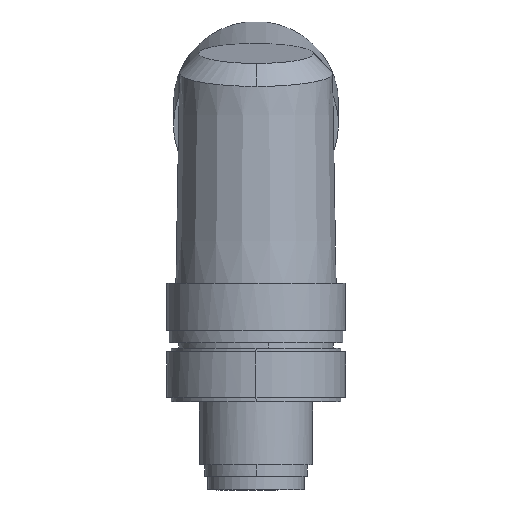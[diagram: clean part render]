
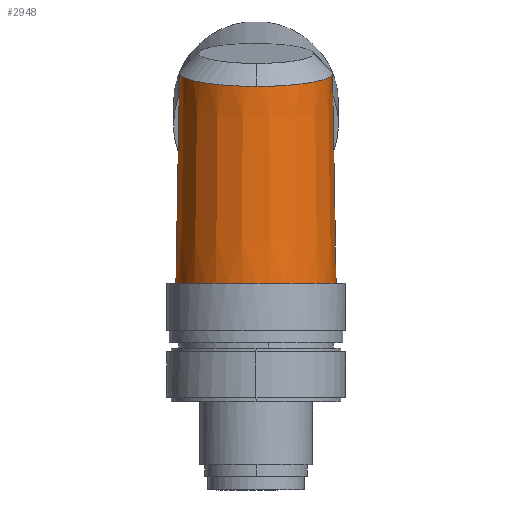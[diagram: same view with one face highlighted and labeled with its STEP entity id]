
A CAD part, front view. The second image highlights one B-rep face of the part: STEP entity #2948.
In plain terms, the highlighted conical face has half-angle 1 degrees and reference radius 8.625 mm.
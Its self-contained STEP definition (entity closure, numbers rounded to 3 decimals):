
#2593=AXIS2_PLACEMENT_3D('Circle Axis2P3D',#2591,#2592,$) ;
#2873=AXIS2_PLACEMENT_3D('Cone Axis2P3D',#2870,#2871,#2872) ;
#2586=CARTESIAN_POINT('Vertex',(1.002,9.5,21.95)) ;
#2588=CARTESIAN_POINT('Vertex',(17.998,9.5,21.95)) ;
#2591=CARTESIAN_POINT('Axis2P3D Location',(9.5,9.5,21.95)) ;
#2606=CARTESIAN_POINT('Line Origine',(8740.016,9.5,-499662.101)) ;
#2610=CARTESIAN_POINT('Vertex',(17.61,9.5,44.206)) ;
#2613=CARTESIAN_POINT('Line Origine',(-8721.016,9.5,-499662.101)) ;
#2617=CARTESIAN_POINT('Vertex',(1.391,9.5,44.245)) ;
#2870=CARTESIAN_POINT('Axis2P3D Location',(9.5,9.5,14.678)) ;
#2876=CARTESIAN_POINT('Control Point',(17.61,9.5,44.206)) ;
#2877=CARTESIAN_POINT('Control Point',(17.612,8.746,44.074)) ;
#2878=CARTESIAN_POINT('Control Point',(17.508,7.991,43.943)) ;
#2879=CARTESIAN_POINT('Control Point',(17.303,7.264,43.817)) ;
#2880=CARTESIAN_POINT('Vertex',(17.303,7.264,43.817)) ;
#2884=CARTESIAN_POINT('Control Point',(17.303,7.264,43.817)) ;
#2885=CARTESIAN_POINT('Control Point',(17.02,6.266,43.645)) ;
#2886=CARTESIAN_POINT('Control Point',(16.543,5.322,43.484)) ;
#2887=CARTESIAN_POINT('Control Point',(15.905,4.502,43.345)) ;
#2888=CARTESIAN_POINT('Vertex',(15.905,4.502,43.345)) ;
#2892=CARTESIAN_POINT('Control Point',(15.905,4.502,43.345)) ;
#2893=CARTESIAN_POINT('Control Point',(15.565,4.064,43.271)) ;
#2894=CARTESIAN_POINT('Control Point',(15.188,3.655,43.203)) ;
#2895=CARTESIAN_POINT('Control Point',(14.776,3.279,43.14)) ;
#2896=CARTESIAN_POINT('Control Point',(13.894,2.603,43.027)) ;
#2897=CARTESIAN_POINT('Control Point',(12.909,2.086,42.942)) ;
#2898=CARTESIAN_POINT('Control Point',(12.391,1.868,42.906)) ;
#2899=CARTESIAN_POINT('Control Point',(11.531,1.591,42.862)) ;
#2900=CARTESIAN_POINT('Control Point',(10.644,1.436,42.838)) ;
#2901=CARTESIAN_POINT('Control Point',(10.299,1.394,42.831)) ;
#2902=CARTESIAN_POINT('Control Point',(9.952,1.371,42.828)) ;
#2903=CARTESIAN_POINT('Control Point',(9.605,1.367,42.828)) ;
#2904=CARTESIAN_POINT('Vertex',(9.605,1.367,42.828)) ;
#2908=CARTESIAN_POINT('Control Point',(3.589,3.923,43.275)) ;
#2909=CARTESIAN_POINT('Control Point',(3.969,3.519,43.205)) ;
#2910=CARTESIAN_POINT('Control Point',(4.383,3.148,43.141)) ;
#2911=CARTESIAN_POINT('Control Point',(4.828,2.812,43.083)) ;
#2912=CARTESIAN_POINT('Control Point',(5.77,2.222,42.981)) ;
#2913=CARTESIAN_POINT('Control Point',(6.798,1.8,42.908)) ;
#2914=CARTESIAN_POINT('Control Point',(7.333,1.632,42.878)) ;
#2915=CARTESIAN_POINT('Control Point',(8.107,1.46,42.847)) ;
#2916=CARTESIAN_POINT('Control Point',(8.894,1.384,42.833)) ;
#2917=CARTESIAN_POINT('Control Point',(9.131,1.369,42.83)) ;
#2918=CARTESIAN_POINT('Control Point',(9.368,1.364,42.828)) ;
#2919=CARTESIAN_POINT('Control Point',(9.605,1.367,42.828)) ;
#2920=CARTESIAN_POINT('Vertex',(3.589,3.923,43.275)) ;
#2924=CARTESIAN_POINT('Control Point',(1.894,6.663,43.75)) ;
#2925=CARTESIAN_POINT('Control Point',(2.269,5.65,43.573)) ;
#2926=CARTESIAN_POINT('Control Point',(2.849,4.712,43.411)) ;
#2927=CARTESIAN_POINT('Control Point',(3.589,3.923,43.275)) ;
#2928=CARTESIAN_POINT('Vertex',(1.894,6.663,43.75)) ;
#2932=CARTESIAN_POINT('Control Point',(1.391,9.5,44.245)) ;
#2933=CARTESIAN_POINT('Control Point',(1.388,8.535,44.076)) ;
#2934=CARTESIAN_POINT('Control Point',(1.559,7.569,43.907)) ;
#2935=CARTESIAN_POINT('Control Point',(1.894,6.663,43.75)) ;
#2592=DIRECTION('Axis2P3D Direction',(0.,0.,-1.)) ;
#2607=DIRECTION('Vector Direction',(0.017,0.,-1.)) ;
#2614=DIRECTION('Vector Direction',(-0.017,0.,-1.)) ;
#2871=DIRECTION('Axis2P3D Direction',(0.,0.,-1.)) ;
#2872=DIRECTION('Axis2P3D XDirection',(1.,0.,0.)) ;
#2608=VECTOR('Line Direction',#2607,1.) ;
#2615=VECTOR('Line Direction',#2614,1.) ;
#2938=ORIENTED_EDGE('',*,*,#2612,.T.) ;
#2939=ORIENTED_EDGE('',*,*,#2882,.F.) ;
#2940=ORIENTED_EDGE('',*,*,#2890,.F.) ;
#2941=ORIENTED_EDGE('',*,*,#2906,.F.) ;
#2942=ORIENTED_EDGE('',*,*,#2922,.F.) ;
#2943=ORIENTED_EDGE('',*,*,#2930,.F.) ;
#2944=ORIENTED_EDGE('',*,*,#2936,.F.) ;
#2945=ORIENTED_EDGE('',*,*,#2619,.F.) ;
#2946=ORIENTED_EDGE('',*,*,#2595,.F.) ;
#2948=ADVANCED_FACE('Volumenk\X2\00F6\X0\rper2',(#2947),#2874,.T.) ;
#2875=B_SPLINE_CURVE_WITH_KNOTS('',3,(#2876,#2877,#2878,#2879),.UNSPECIFIED.,.F.,.U.,(4,4),(0.,28.007),.UNSPECIFIED.) ;
#2883=B_SPLINE_CURVE_WITH_KNOTS('',3,(#2884,#2885,#2886,#2887),.UNSPECIFIED.,.F.,.U.,(4,4),(0.,38.486),.UNSPECIFIED.) ;
#2891=B_SPLINE_CURVE_WITH_KNOTS('',5,(#2892,#2893,#2894,#2895,#2896,#2897,#2898,#2899,#2900,#2901,#2902,#2903),.UNSPECIFIED.,.F.,.U.,(6,3,3,6),(0.,34.244,68.35,89.747),.UNSPECIFIED.) ;
#2907=B_SPLINE_CURVE_WITH_KNOTS('',5,(#2908,#2909,#2910,#2911,#2912,#2913,#2914,#2915,#2916,#2917,#2918,#2919),.UNSPECIFIED.,.F.,.U.,(6,3,3,6),(0.,34.228,68.317,82.941),.UNSPECIFIED.) ;
#2923=B_SPLINE_CURVE_WITH_KNOTS('',3,(#2924,#2925,#2926,#2927),.UNSPECIFIED.,.F.,.U.,(4,4),(0.,40.076),.UNSPECIFIED.) ;
#2931=B_SPLINE_CURVE_WITH_KNOTS('',3,(#2932,#2933,#2934,#2935),.UNSPECIFIED.,.F.,.U.,(4,4),(0.,35.821),.UNSPECIFIED.) ;
#2594=CIRCLE('generated circle',#2593,8.498) ;
#2874=CONICAL_SURFACE('Cone',#2873,8.625,0.017) ;
#2595=EDGE_CURVE('',#2589,#2587,#2594,.T.) ;
#2612=EDGE_CURVE('',#2589,#2611,#2609,.F.) ;
#2619=EDGE_CURVE('',#2587,#2618,#2616,.F.) ;
#2882=EDGE_CURVE('',#2881,#2611,#2875,.F.) ;
#2890=EDGE_CURVE('',#2889,#2881,#2883,.F.) ;
#2906=EDGE_CURVE('',#2905,#2889,#2891,.F.) ;
#2922=EDGE_CURVE('',#2921,#2905,#2907,.T.) ;
#2930=EDGE_CURVE('',#2929,#2921,#2923,.T.) ;
#2936=EDGE_CURVE('',#2618,#2929,#2931,.T.) ;
#2937=EDGE_LOOP('',(#2938,#2939,#2940,#2941,#2942,#2943,#2944,#2945,#2946)) ;
#2947=FACE_OUTER_BOUND('',#2937,.T.) ;
#2609=LINE('Line',#2606,#2608) ;
#2616=LINE('Line',#2613,#2615) ;
#2587=VERTEX_POINT('',#2586) ;
#2589=VERTEX_POINT('',#2588) ;
#2611=VERTEX_POINT('',#2610) ;
#2618=VERTEX_POINT('',#2617) ;
#2881=VERTEX_POINT('',#2880) ;
#2889=VERTEX_POINT('',#2888) ;
#2905=VERTEX_POINT('',#2904) ;
#2921=VERTEX_POINT('',#2920) ;
#2929=VERTEX_POINT('',#2928) ;
